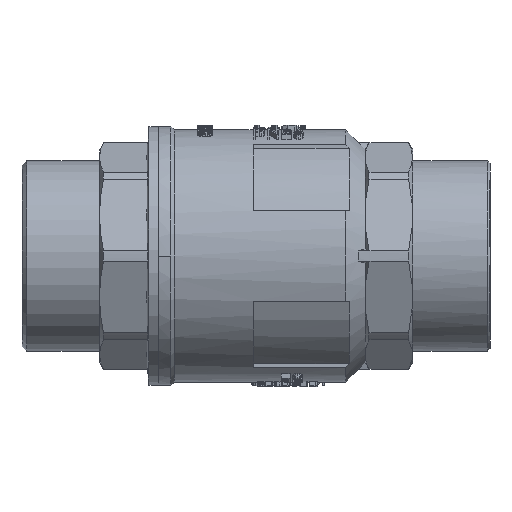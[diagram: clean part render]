
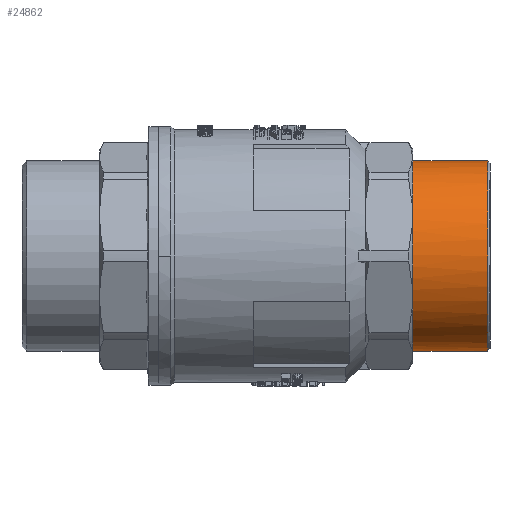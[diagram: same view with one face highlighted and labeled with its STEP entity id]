
A CAD part, front view. The second image highlights one B-rep face of the part: STEP entity #24862.
In plain terms, the highlighted cylindrical face has radius 20.955 mm (diameter 41.91 mm), a full revolution.
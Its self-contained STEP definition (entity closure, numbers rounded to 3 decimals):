
#2107=B_SPLINE_CURVE_WITH_KNOTS('',3,(#54404,#54405,#54406,#54407,#54408,
#54409,#54410,#54411,#54412,#54413,#54414),.UNSPECIFIED.,.F.,.F.,(4,1,1,
1,1,1,1,1,4),(0.,0.125,0.25,0.375,0.5,0.625,0.75,0.875,1.),
 .UNSPECIFIED.);
#2108=B_SPLINE_CURVE_WITH_KNOTS('',3,(#54417,#54418,#54419,#54420,#54421,
#54422,#54423,#54424,#54425,#54426,#54427),.UNSPECIFIED.,.F.,.F.,(4,1,1,
1,1,1,1,1,4),(0.,0.125,0.25,0.375,0.5,0.625,0.75,0.875,1.),
 .UNSPECIFIED.);
#4735=LINE('',#54642,#6217);
#4736=LINE('',#54644,#6218);
#6217=VECTOR('',#39596,1000.);
#6218=VECTOR('',#39597,1000.);
#13331=ORIENTED_EDGE('',*,*,#17449,.T.);
#13332=ORIENTED_EDGE('',*,*,#17450,.F.);
#13333=ORIENTED_EDGE('',*,*,#17450,.T.);
#13334=ORIENTED_EDGE('',*,*,#17400,.F.);
#13335=ORIENTED_EDGE('',*,*,#17451,.T.);
#13336=ORIENTED_EDGE('',*,*,#17451,.F.);
#13337=ORIENTED_EDGE('',*,*,#17399,.F.);
#17399=EDGE_CURVE('',#20037,#20038,#2107,.T.);
#17400=EDGE_CURVE('',#20038,#20037,#2108,.T.);
#17449=EDGE_CURVE('',#20081,#20081,#20417,.T.);
#17450=EDGE_CURVE('',#20082,#20037,#4735,.T.);
#17451=EDGE_CURVE('',#20038,#20083,#4736,.F.);
#20037=VERTEX_POINT('',#54415);
#20038=VERTEX_POINT('',#54416);
#20081=VERTEX_POINT('',#54641);
#20082=VERTEX_POINT('',#54643);
#20083=VERTEX_POINT('',#54645);
#20417=CIRCLE('',#35158,20.955);
#21827=EDGE_LOOP('',(#13331));
#21828=EDGE_LOOP('',(#13332,#13333,#13334,#13335,#13336,#13337));
#23297=FACE_BOUND('',#21827,.T.);
#23298=FACE_BOUND('',#21828,.T.);
#23568=CYLINDRICAL_SURFACE('',#35157,20.955);
#24862=ADVANCED_FACE('',(#23297,#23298),#23568,.T.);
#35157=AXIS2_PLACEMENT_3D('',#54639,#39592,#39593);
#35158=AXIS2_PLACEMENT_3D('',#54640,#39594,#39595);
#39592=DIRECTION('',(-1.,0.,0.));
#39593=DIRECTION('',(0.,0.383,-0.924));
#39594=DIRECTION('',(-1.,0.,0.));
#39595=DIRECTION('',(0.,-1.,0.));
#39596=DIRECTION('',(-1.,0.,0.));
#39597=DIRECTION('',(-1.,0.,0.));
#54404=CARTESIAN_POINT('',(34.5,-8.019,57.36));
#54405=CARTESIAN_POINT('',(34.5,-5.476,58.413));
#54406=CARTESIAN_POINT('',(34.5,-0.004,59.499));
#54407=CARTESIAN_POINT('',(34.5,8.229,57.864));
#54408=CARTESIAN_POINT('',(34.5,15.203,53.203));
#54409=CARTESIAN_POINT('',(34.5,19.864,46.228));
#54410=CARTESIAN_POINT('',(34.5,21.5,38.));
#54411=CARTESIAN_POINT('',(34.5,19.865,29.773));
#54412=CARTESIAN_POINT('',(34.5,15.199,22.795));
#54413=CARTESIAN_POINT('',(34.5,10.562,19.694));
#54414=CARTESIAN_POINT('',(34.5,8.019,18.64));
#54415=CARTESIAN_POINT('',(34.5,-8.019,57.36));
#54416=CARTESIAN_POINT('',(34.5,8.019,18.64));
#54417=CARTESIAN_POINT('',(34.5,8.019,18.64));
#54418=CARTESIAN_POINT('',(34.5,5.476,17.587));
#54419=CARTESIAN_POINT('',(34.5,0.004,16.501));
#54420=CARTESIAN_POINT('',(34.5,-8.229,18.136));
#54421=CARTESIAN_POINT('',(34.5,-15.203,22.797));
#54422=CARTESIAN_POINT('',(34.5,-19.864,29.772));
#54423=CARTESIAN_POINT('',(34.5,-21.5,38.));
#54424=CARTESIAN_POINT('',(34.5,-19.865,46.227));
#54425=CARTESIAN_POINT('',(34.5,-15.199,53.205));
#54426=CARTESIAN_POINT('',(34.5,-10.562,56.306));
#54427=CARTESIAN_POINT('',(34.5,-8.019,57.36));
#54639=CARTESIAN_POINT('',(46.889,0.,38.));
#54640=CARTESIAN_POINT('',(51.,0.,38.));
#54641=CARTESIAN_POINT('',(51.,-20.955,38.));
#54642=CARTESIAN_POINT('',(46.889,-8.019,57.36));
#54643=CARTESIAN_POINT('',(35.34,-8.019,57.36));
#54644=CARTESIAN_POINT('',(46.889,8.019,18.64));
#54645=CARTESIAN_POINT('',(35.34,8.019,18.64));
